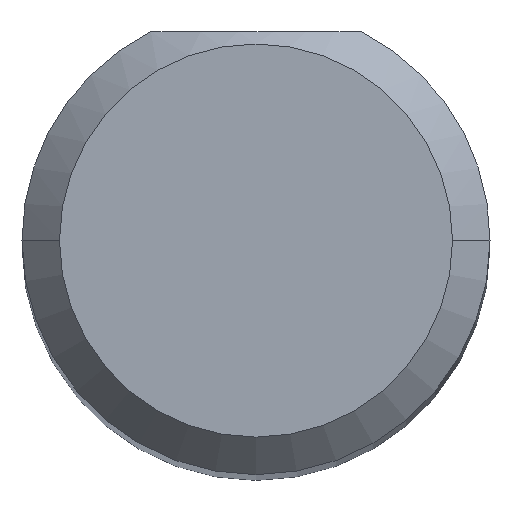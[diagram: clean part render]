
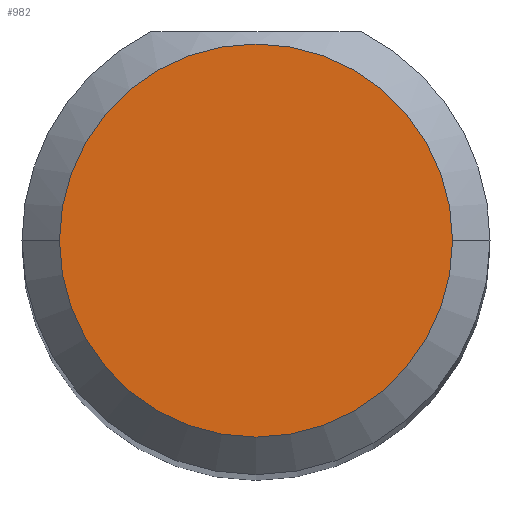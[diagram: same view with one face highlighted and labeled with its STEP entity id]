
A CAD part, top view. The second image highlights one B-rep face of the part: STEP entity #982.
In plain terms, the highlighted planar face has unit normal (0, 0, 1).
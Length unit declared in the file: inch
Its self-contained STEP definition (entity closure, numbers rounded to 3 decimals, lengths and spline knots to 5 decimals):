
#4 = PLANE ( 'NONE',  #710 ) ;
#21 = EDGE_CURVE ( 'NONE', #713, #1079, #526, .T. ) ;
#68 = AXIS2_PLACEMENT_3D ( 'NONE', #653, #673, #433 ) ;
#74 = EDGE_CURVE ( 'NONE', #1079, #713, #227, .T. ) ;
#76 = DIRECTION ( 'NONE',  ( 1., 0., 0. ) ) ;
#162 = CARTESIAN_POINT ( 'NONE',  ( 0., 0., 2. ) ) ;
#224 = EDGE_LOOP ( 'NONE', ( #945, #805 ) ) ;
#227 = CIRCLE ( 'NONE', #68, 0.07875 ) ;
#396 = CARTESIAN_POINT ( 'NONE',  ( 0., 0., 2. ) ) ;
#433 = DIRECTION ( 'NONE',  ( 1., 0., 0. ) ) ;
#489 = DIRECTION ( 'NONE',  ( 1., 0., 0. ) ) ;
#511 = CARTESIAN_POINT ( 'NONE',  ( 0.07875, 0., 2. ) ) ;
#526 = CIRCLE ( 'NONE', #880, 0.07875 ) ;
#653 = CARTESIAN_POINT ( 'NONE',  ( 0., 0., 2. ) ) ;
#673 = DIRECTION ( 'NONE',  ( 0., 0., 1. ) ) ;
#692 = CARTESIAN_POINT ( 'NONE',  ( -0.07875, 0., 2. ) ) ;
#710 = AXIS2_PLACEMENT_3D ( 'NONE', #162, #914, #489 ) ;
#713 = VERTEX_POINT ( 'NONE', #692 ) ;
#805 = ORIENTED_EDGE ( 'NONE', *, *, #74, .T. ) ;
#811 = DIRECTION ( 'NONE',  ( 0., 0., 1. ) ) ;
#837 = FACE_OUTER_BOUND ( 'NONE', #224, .T. ) ;
#880 = AXIS2_PLACEMENT_3D ( 'NONE', #396, #811, #76 ) ;
#914 = DIRECTION ( 'NONE',  ( 0., 0., 1. ) ) ;
#945 = ORIENTED_EDGE ( 'NONE', *, *, #21, .T. ) ;
#982 = ADVANCED_FACE ( 'NONE', ( #837 ), #4, .T. ) ;
#1079 = VERTEX_POINT ( 'NONE', #511 ) ;
